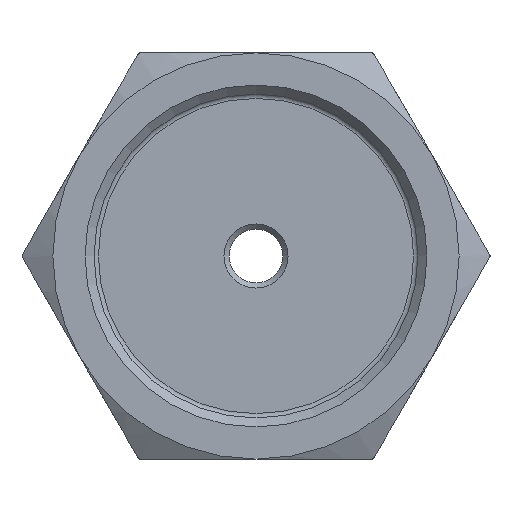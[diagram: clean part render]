
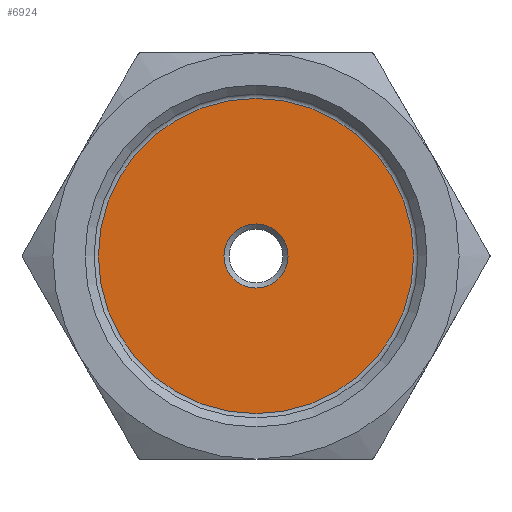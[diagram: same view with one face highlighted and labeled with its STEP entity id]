
A CAD part, left-side view. The second image highlights one B-rep face of the part: STEP entity #6924.
In plain terms, the highlighted planar face has unit normal (-1, 0, 0).
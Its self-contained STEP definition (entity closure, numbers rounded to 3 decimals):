
#1628 = CIRCLE ( 'NONE', #1634, 3. ) ;
#1634 = AXIS2_PLACEMENT_3D ( 'NONE', #9298, #9304, #9299 ) ;
#1847 = CIRCLE ( 'NONE', #1848, 14.746 ) ;
#1848 = AXIS2_PLACEMENT_3D ( 'NONE', #3404, #3438, #3410 ) ;
#1880 = CARTESIAN_POINT ( 'NONE',  ( 18.2, 0., 14.746 ) ) ;
#1883 = CARTESIAN_POINT ( 'NONE',  ( 18.2, 0., 3. ) ) ;
#1889 = VERTEX_POINT ( 'NONE', #1880 ) ;
#1908 = VERTEX_POINT ( 'NONE', #1883 ) ;
#2467 = FACE_OUTER_BOUND ( 'NONE', #3151, .T. ) ;
#2486 = FACE_BOUND ( 'NONE', #3122, .T. ) ;
#2488 = DIRECTION ( 'NONE',  ( 0., 1., 0. ) ) ;
#2509 = PLANE ( 'NONE',  #5858 ) ;
#2514 = CARTESIAN_POINT ( 'NONE',  ( 18.2, 0., -15.245 ) ) ;
#2519 = DIRECTION ( 'NONE',  ( 1., 0., 0. ) ) ;
#2990 = ORIENTED_EDGE ( 'NONE', *, *, #7881, .F. ) ;
#3065 = ORIENTED_EDGE ( 'NONE', *, *, #6730, .F. ) ;
#3122 = EDGE_LOOP ( 'NONE', ( #2990 ) ) ;
#3151 = EDGE_LOOP ( 'NONE', ( #3065 ) ) ;
#3404 = CARTESIAN_POINT ( 'NONE',  ( 18.2, 0., 0. ) ) ;
#3410 = DIRECTION ( 'NONE',  ( 0., 0., 1. ) ) ;
#3438 = DIRECTION ( 'NONE',  ( 1., 0., 0. ) ) ;
#5858 = AXIS2_PLACEMENT_3D ( 'NONE', #2514, #2519, #2488 ) ;
#6730 = EDGE_CURVE ( 'NONE', #1889, #1889, #1847, .T. ) ;
#6924 = ADVANCED_FACE ( 'NONE', ( #2486, #2467 ), #2509, .F. ) ;
#7881 = EDGE_CURVE ( 'NONE', #1908, #1908, #1628, .T. ) ;
#9298 = CARTESIAN_POINT ( 'NONE',  ( 18.2, 0., 0. ) ) ;
#9299 = DIRECTION ( 'NONE',  ( 0., 0., 1. ) ) ;
#9304 = DIRECTION ( 'NONE',  ( -1., 0., 0. ) ) ;
